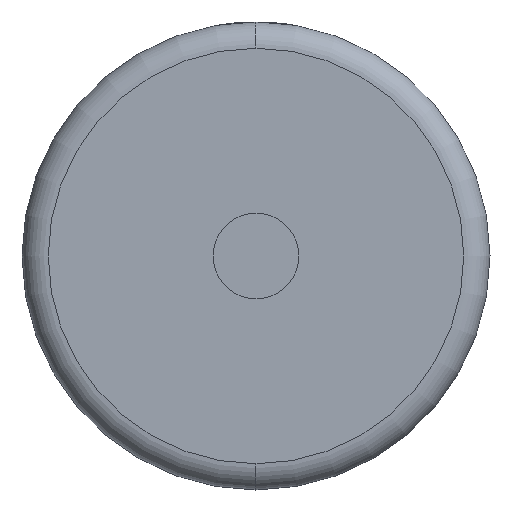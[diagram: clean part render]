
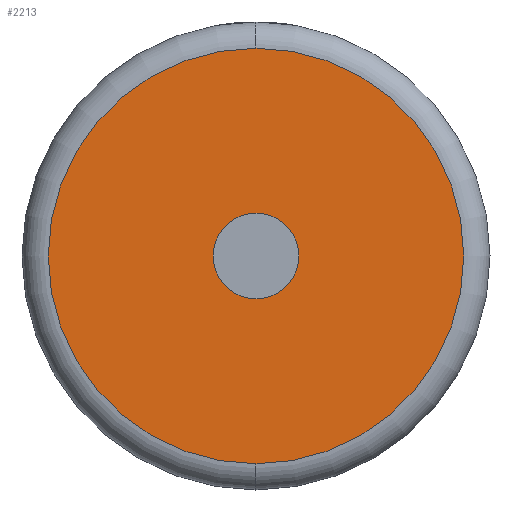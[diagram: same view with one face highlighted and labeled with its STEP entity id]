
A CAD part, left-side view. The second image highlights one B-rep face of the part: STEP entity #2213.
In plain terms, the highlighted planar face has unit normal (-1, 0, 0).
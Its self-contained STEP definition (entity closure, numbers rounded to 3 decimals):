
#72 = CIRCLE ( 'NONE', #1191, 6. ) ;
#310 = CARTESIAN_POINT ( 'NONE',  ( 0., 0., 29.073 ) ) ;
#341 = EDGE_LOOP ( 'NONE', ( #2437, #1854 ) ) ;
#426 = FACE_BOUND ( 'NONE', #341, .T. ) ;
#530 = CARTESIAN_POINT ( 'NONE',  ( 0., 0., 6. ) ) ;
#599 = AXIS2_PLACEMENT_3D ( 'NONE', #3792, #1700, #3490 ) ;
#692 = DIRECTION ( 'NONE',  ( 0., 0., -1. ) ) ;
#784 = CARTESIAN_POINT ( 'NONE',  ( 0., 0., 0. ) ) ;
#836 = AXIS2_PLACEMENT_3D ( 'NONE', #1074, #1710, #2910 ) ;
#944 = ORIENTED_EDGE ( 'NONE', *, *, #3306, .T. ) ;
#1074 = CARTESIAN_POINT ( 'NONE',  ( 0., 0., 0. ) ) ;
#1191 = AXIS2_PLACEMENT_3D ( 'NONE', #784, #3546, #3823 ) ;
#1264 = VERTEX_POINT ( 'NONE', #2922 ) ;
#1274 = FACE_OUTER_BOUND ( 'NONE', #3311, .T. ) ;
#1300 = AXIS2_PLACEMENT_3D ( 'NONE', #1913, #2559, #692 ) ;
#1541 = DIRECTION ( 'NONE',  ( 0., 0., -1. ) ) ;
#1700 = DIRECTION ( 'NONE',  ( -1., 0., 0. ) ) ;
#1710 = DIRECTION ( 'NONE',  ( -1., 0., 0. ) ) ;
#1854 = ORIENTED_EDGE ( 'NONE', *, *, #3665, .F. ) ;
#1866 = CIRCLE ( 'NONE', #2747, 6. ) ;
#1867 = CARTESIAN_POINT ( 'NONE',  ( 0., 0., 0. ) ) ;
#1872 = CIRCLE ( 'NONE', #599, 29.073 ) ;
#1913 = CARTESIAN_POINT ( 'NONE',  ( 0., 0., 0. ) ) ;
#1990 = CARTESIAN_POINT ( 'NONE',  ( 0., 0., -6. ) ) ;
#2213 = ADVANCED_FACE ( 'NONE', ( #1274, #426 ), #3450, .F. ) ;
#2316 = VERTEX_POINT ( 'NONE', #1990 ) ;
#2437 = ORIENTED_EDGE ( 'NONE', *, *, #2663, .F. ) ;
#2497 = DIRECTION ( 'NONE',  ( -1., 0., 0. ) ) ;
#2514 = CIRCLE ( 'NONE', #836, 29.073 ) ;
#2559 = DIRECTION ( 'NONE',  ( 1., 0., 0. ) ) ;
#2663 = EDGE_CURVE ( 'NONE', #2316, #3749, #1866, .T. ) ;
#2736 = ORIENTED_EDGE ( 'NONE', *, *, #2928, .T. ) ;
#2747 = AXIS2_PLACEMENT_3D ( 'NONE', #1867, #2497, #1541 ) ;
#2910 = DIRECTION ( 'NONE',  ( 0., 0., -1. ) ) ;
#2922 = CARTESIAN_POINT ( 'NONE',  ( 0., 0., -29.073 ) ) ;
#2928 = EDGE_CURVE ( 'NONE', #3190, #1264, #2514, .T. ) ;
#3190 = VERTEX_POINT ( 'NONE', #310 ) ;
#3306 = EDGE_CURVE ( 'NONE', #1264, #3190, #1872, .T. ) ;
#3311 = EDGE_LOOP ( 'NONE', ( #944, #2736 ) ) ;
#3450 = PLANE ( 'NONE',  #1300 ) ;
#3490 = DIRECTION ( 'NONE',  ( 0., 0., -1. ) ) ;
#3546 = DIRECTION ( 'NONE',  ( -1., 0., 0. ) ) ;
#3665 = EDGE_CURVE ( 'NONE', #3749, #2316, #72, .T. ) ;
#3749 = VERTEX_POINT ( 'NONE', #530 ) ;
#3792 = CARTESIAN_POINT ( 'NONE',  ( 0., 0., 0. ) ) ;
#3823 = DIRECTION ( 'NONE',  ( 0., 0., -1. ) ) ;
